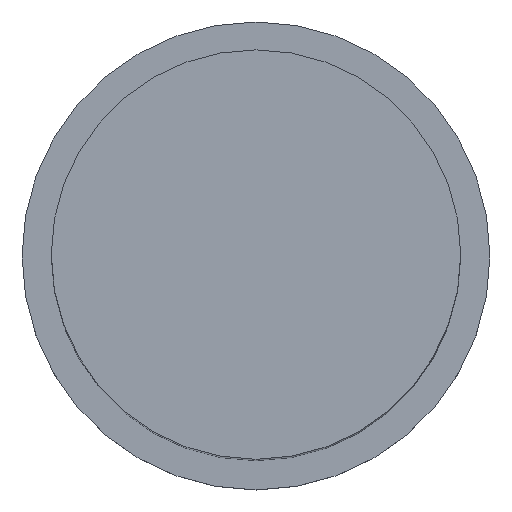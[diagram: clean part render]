
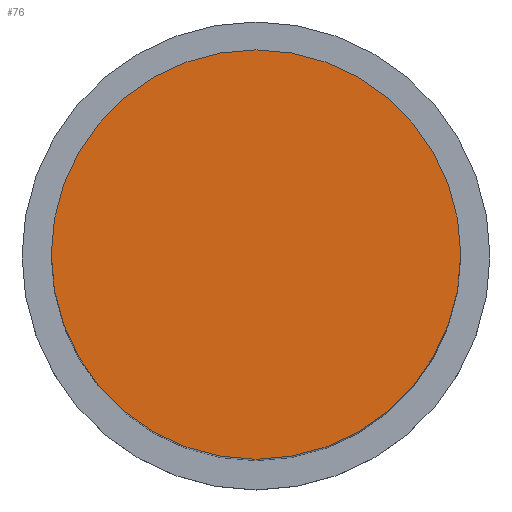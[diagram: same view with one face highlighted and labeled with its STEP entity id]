
A CAD part, top view. The second image highlights one B-rep face of the part: STEP entity #76.
In plain terms, the highlighted planar face has unit normal (0, 0, 1).
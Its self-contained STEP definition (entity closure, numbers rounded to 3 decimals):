
#76=ADVANCED_FACE('240[2]',(#170),#171,.T.);
#97=EDGE_CURVE('240[2]',#203,#203,#204,.T.);
#170=FACE_OUTER_BOUND('',#415,.T.);
#171=PLANE('',#416);
#203=VERTEX_POINT('',#456);
#204=CIRCLE('',#457,21.0);
#415=EDGE_LOOP('',(#522));
#416=AXIS2_PLACEMENT_3D('',#523,#524,#525);
#456=CARTESIAN_POINT('',(0.,21.0,80.0));
#457=AXIS2_PLACEMENT_3D('',#563,#564,#565);
#522=ORIENTED_EDGE('',*,*,#97,.F.);
#523=CARTESIAN_POINT('',(0.,10.5,80.0));
#524=DIRECTION('',(0.,0.,1.0));
#525=DIRECTION('',(1.0,0.,0.0));
#563=CARTESIAN_POINT('',(0.,0.,80.0));
#564=DIRECTION('',(0.,0.,-1.0));
#565=DIRECTION('',(0.,1.0,0.));
